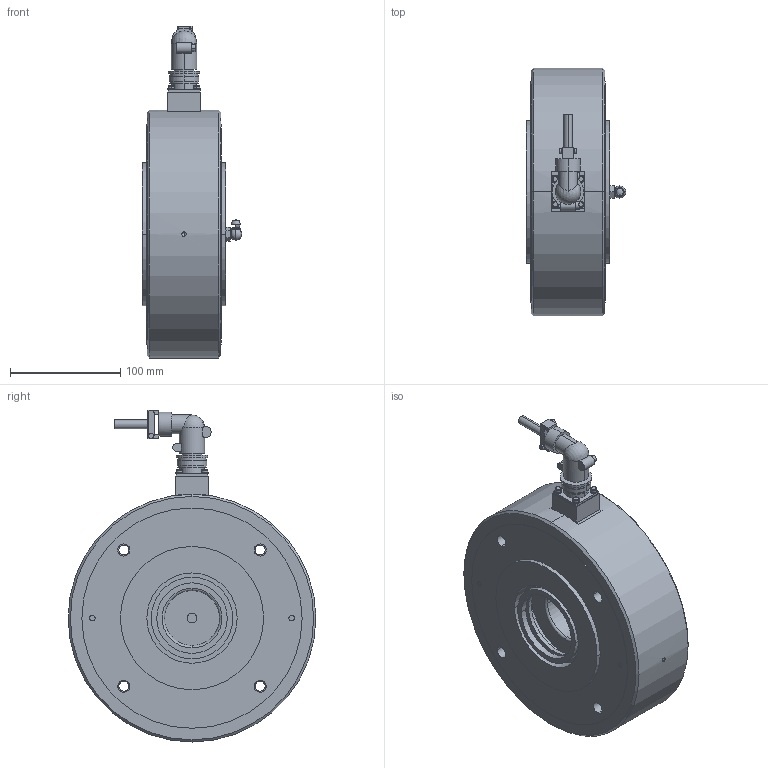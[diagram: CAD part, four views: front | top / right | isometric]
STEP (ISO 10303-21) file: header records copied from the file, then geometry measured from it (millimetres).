
FILE_DESCRIPTION((''),'2;1');
FILE_NAME('50221.stp','2007-09-21T16:11:23',(''),(''),'Mechanical Desktop 2007','Mechanical Desktop 2007',', , ');
FILE_SCHEMA(('CONFIG_CONTROL_DESIGN'));
Length unit declared in the file: millimetre
Products named in the file (30): ZEICHNUNG7; L50221; L4765504; TEIL1AAAAA; L49152; TEIL1; L49026; TEIL1AAA; I-6KT_SCHRAUBE_M6X60; I-6KT_SCHRAUBE_M6X60A; I-6KT_SCHRAUBE_M3X25A; I-6KT_SCHRAUBE_M3X25; FEDERRING_M3; FEDERRING_M3A; V_RING_V65AA; V_RING_V65A; PENDELKUGELLAGER_1310TV; PENDELKUGELLAGER_1310TVA; SICHERUNGSRING_J110; SICHERUNGSRING_J110A; L4340402; TEIL1AA; L49380; TEIL1AAAA; SCHMIERNIPPEL_M10_A3; SCHMIERNIPPEL_M10_A3A; FLANSCHDOSE_WINKEL_AMPH_4-POLIG; TEIL1A; RM_SDBA; RM_SDB
Assembly tree (41 placements, depth 4):
  ZEICHNUNG7
    L50221
      L4765504
        TEIL1AAAAA
      L49152
        TEIL1
      L49026
        TEIL1AAA
      I-6KT_SCHRAUBE_M6X60  x2
        I-6KT_SCHRAUBE_M6X60A
      I-6KT_SCHRAUBE_M3X25A  x4
        I-6KT_SCHRAUBE_M3X25
      FEDERRING_M3  x4
        FEDERRING_M3A
      V_RING_V65AA
        V_RING_V65A
      PENDELKUGELLAGER_1310TV
        PENDELKUGELLAGER_1310TVA
      SICHERUNGSRING_J110
        SICHERUNGSRING_J110A
      L4340402  x2
        TEIL1AA
      L49380
        TEIL1AAAA
      SCHMIERNIPPEL_M10_A3
        SCHMIERNIPPEL_M10_A3A
      FLANSCHDOSE_WINKEL_AMPH_4-POLIG
        TEIL1A
      RM_SDBA  x3
    RM_SDB  x3
Bounding box: 90.36 x 225 x 301.5 mm (x, y, z)
Volume: 2416041.3 mm3; surface area: 394167.5 mm2
Topology: 21 solids, 21 shells, 432 faces, 1054 edges, 684 vertices
Faces by surface type: cylinder 236, plane 131, cone 36, torus 20, sphere 5, bspline 4
Entity records: 12118 total; most frequent: CARTESIAN_POINT 2399, DIRECTION 2124, ORIENTED_EDGE 1676, AXIS2_PLACEMENT_3D 893, EDGE_CURVE 838, VERTEX_POINT 554, CIRCLE 481, EDGE_LOOP 466
